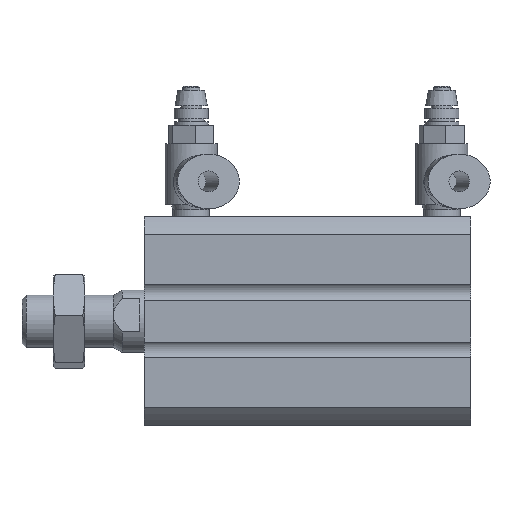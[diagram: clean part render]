
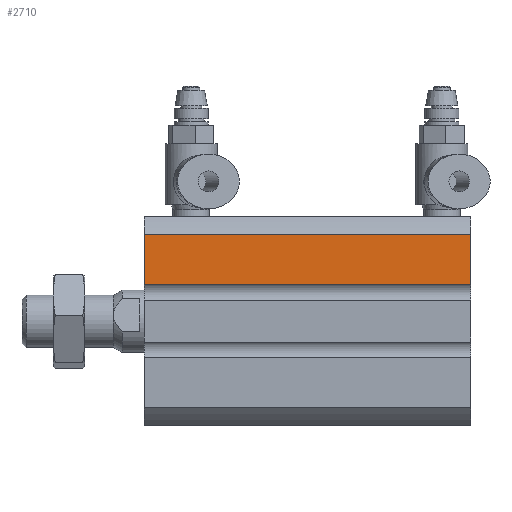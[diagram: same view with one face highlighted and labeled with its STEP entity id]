
A CAD part, top view. The second image highlights one B-rep face of the part: STEP entity #2710.
In plain terms, the highlighted planar face has unit normal (0, 0, 1).
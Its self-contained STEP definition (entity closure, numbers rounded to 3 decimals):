
#214=PLANE('',#3105);
#322=FACE_OUTER_BOUND('',#512,.T.);
#512=EDGE_LOOP('',(#2075,#2076,#2077,#2078));
#671=LINE('',#4230,#864);
#733=LINE('',#4440,#926);
#749=LINE('',#4527,#942);
#750=LINE('',#4529,#943);
#864=VECTOR('',#3357,1000.);
#926=VECTOR('',#3529,1000.);
#942=VECTOR('',#3639,1000.);
#943=VECTOR('',#3642,1000.);
#1218=VERTEX_POINT('',#4227);
#1219=VERTEX_POINT('',#4229);
#1276=VERTEX_POINT('',#4366);
#1312=VERTEX_POINT('',#4438);
#1471=EDGE_CURVE('',#1218,#1219,#671,.T.);
#1575=EDGE_CURVE('',#1276,#1312,#733,.T.);
#1615=EDGE_CURVE('',#1218,#1276,#749,.T.);
#1616=EDGE_CURVE('',#1219,#1312,#750,.T.);
#2075=ORIENTED_EDGE('',*,*,#1575,.T.);
#2076=ORIENTED_EDGE('',*,*,#1616,.F.);
#2077=ORIENTED_EDGE('',*,*,#1471,.F.);
#2078=ORIENTED_EDGE('',*,*,#1615,.T.);
#2710=ADVANCED_FACE('',(#322),#214,.F.);
#3105=AXIS2_PLACEMENT_3D('',#4528,#3640,#3641);
#3357=DIRECTION('',(0.,-1.,0.));
#3529=DIRECTION('',(0.,-1.,0.));
#3639=DIRECTION('',(-1.,0.,0.));
#3640=DIRECTION('center_axis',(0.,0.,-1.));
#3641=DIRECTION('ref_axis',(-1.,0.,0.));
#3642=DIRECTION('',(-1.,0.,0.));
#4227=CARTESIAN_POINT('',(62.5,16.613,20.));
#4229=CARTESIAN_POINT('',(62.5,7.,20.));
#4230=CARTESIAN_POINT('',(62.5,16.613,20.));
#4366=CARTESIAN_POINT('',(0.,16.613,20.));
#4438=CARTESIAN_POINT('',(0.,7.,20.));
#4440=CARTESIAN_POINT('',(0.,16.613,20.));
#4527=CARTESIAN_POINT('',(62.5,16.613,20.));
#4528=CARTESIAN_POINT('Origin',(62.5,16.613,20.));
#4529=CARTESIAN_POINT('',(62.5,7.,20.));
